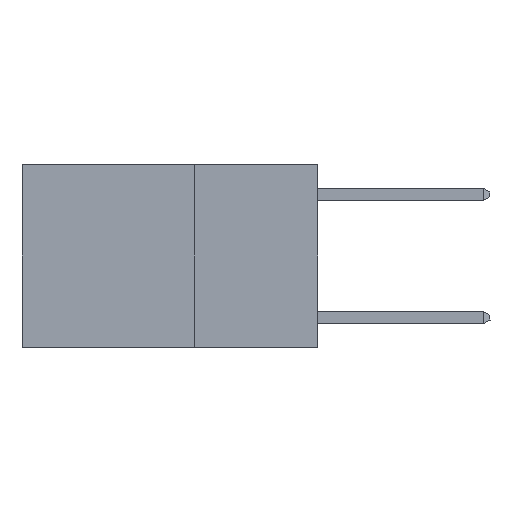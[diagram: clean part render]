
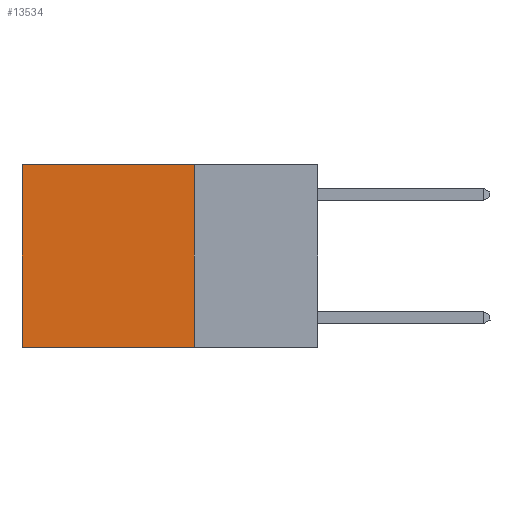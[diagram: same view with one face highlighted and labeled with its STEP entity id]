
A CAD part, left-side view. The second image highlights one B-rep face of the part: STEP entity #13534.
In plain terms, the highlighted planar face has unit normal (-1, 0, 0).
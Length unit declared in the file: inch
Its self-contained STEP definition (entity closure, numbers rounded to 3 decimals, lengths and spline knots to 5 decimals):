
#186 = EDGE_CURVE ( 'NONE', #5377, #5677, #5645, .T. ) ;
#648 = ORIENTED_EDGE ( 'NONE', *, *, #5104, .F. ) ;
#655 = VECTOR ( 'NONE', #3901, 39.37008 ) ;
#903 = CARTESIAN_POINT ( 'NONE',  ( 0.2625, 0.6, -0.37 ) ) ;
#1608 = DIRECTION ( 'NONE',  ( 0., 0., -1. ) ) ;
#1870 = VERTEX_POINT ( 'NONE', #13081 ) ;
#2384 = DIRECTION ( 'NONE',  ( 0., 0., -1. ) ) ;
#3901 = DIRECTION ( 'NONE',  ( 0., 1., 0. ) ) ;
#4047 = LINE ( 'NONE', #10099, #23042 ) ;
#4782 = CARTESIAN_POINT ( 'NONE',  ( 0.2625, 0.25, 0. ) ) ;
#4989 = CARTESIAN_POINT ( 'NONE',  ( 0.2625, 0.25, 0. ) ) ;
#5104 = EDGE_CURVE ( 'NONE', #5377, #1870, #22098, .T. ) ;
#5377 = VERTEX_POINT ( 'NONE', #4989 ) ;
#5645 = LINE ( 'NONE', #4782, #14837 ) ;
#5677 = VERTEX_POINT ( 'NONE', #19010 ) ;
#7121 = PLANE ( 'NONE',  #23670 ) ;
#9208 = EDGE_CURVE ( 'NONE', #5677, #15211, #4047, .T. ) ;
#10099 = CARTESIAN_POINT ( 'NONE',  ( 0.2625, 0.6, 0. ) ) ;
#12663 = DIRECTION ( 'NONE',  ( 1., 0., 0. ) ) ;
#13022 = EDGE_CURVE ( 'NONE', #1870, #15211, #15377, .T. ) ;
#13081 = CARTESIAN_POINT ( 'NONE',  ( 0.2625, 0.25, -0.37 ) ) ;
#13534 = ADVANCED_FACE ( 'NONE', ( #17943 ), #7121, .F. ) ;
#13936 = DIRECTION ( 'NONE',  ( 0., 1., 0. ) ) ;
#14837 = VECTOR ( 'NONE', #13936, 39.37008 ) ;
#15211 = VERTEX_POINT ( 'NONE', #903 ) ;
#15377 = LINE ( 'NONE', #20410, #655 ) ;
#17225 = VECTOR ( 'NONE', #2384, 39.37008 ) ;
#17385 = ORIENTED_EDGE ( 'NONE', *, *, #9208, .T. ) ;
#17521 = EDGE_LOOP ( 'NONE', ( #17385, #17819, #648, #19720 ) ) ;
#17819 = ORIENTED_EDGE ( 'NONE', *, *, #13022, .F. ) ;
#17943 = FACE_OUTER_BOUND ( 'NONE', #17521, .T. ) ;
#19010 = CARTESIAN_POINT ( 'NONE',  ( 0.2625, 0.6, 0. ) ) ;
#19720 = ORIENTED_EDGE ( 'NONE', *, *, #186, .T. ) ;
#20410 = CARTESIAN_POINT ( 'NONE',  ( 0.2625, 0.25, -0.37 ) ) ;
#20770 = CARTESIAN_POINT ( 'NONE',  ( 0.2625, 0.25, 0. ) ) ;
#22098 = LINE ( 'NONE', #20770, #17225 ) ;
#22944 = DIRECTION ( 'NONE',  ( 0., 0., -1. ) ) ;
#23042 = VECTOR ( 'NONE', #22944, 39.37008 ) ;
#23651 = CARTESIAN_POINT ( 'NONE',  ( 0.2625, 0.25, 0. ) ) ;
#23670 = AXIS2_PLACEMENT_3D ( 'NONE', #23651, #12663, #1608 ) ;
